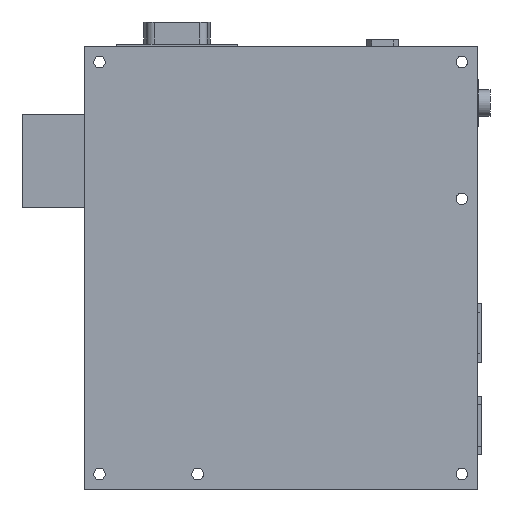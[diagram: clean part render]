
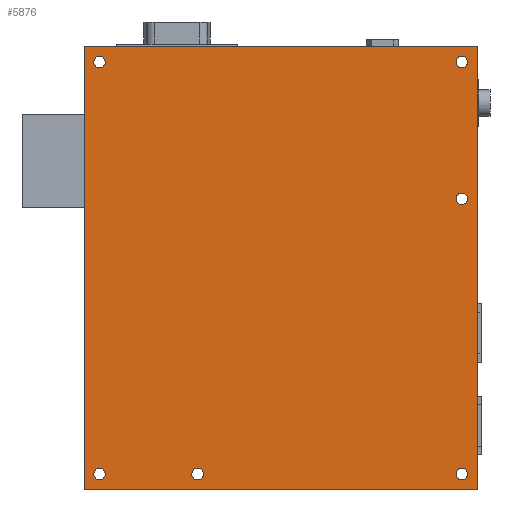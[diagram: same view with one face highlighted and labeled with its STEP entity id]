
A CAD part, front view. The second image highlights one B-rep face of the part: STEP entity #5876.
In plain terms, the highlighted planar face has unit normal (0, -1, 0).
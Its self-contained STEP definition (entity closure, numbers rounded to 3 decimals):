
#1=CARTESIAN_POINT('',(-46.75,0.,-53.15));
#2=DIRECTION('',(0.,-1.,0.));
#3=DIRECTION('',(1.,0.,0.));
#4=AXIS2_PLACEMENT_3D('',#1,#2,#3);
#6=CARTESIAN_POINT('',(-46.75,0.,-53.15));
#7=DIRECTION('',(0.,-1.,0.));
#8=DIRECTION('',(-1.,0.,0.));
#9=AXIS2_PLACEMENT_3D('',#6,#7,#8);
#11=CARTESIAN_POINT('',(46.75,0.,-53.15));
#12=DIRECTION('',(0.,-1.,0.));
#13=DIRECTION('',(1.,0.,0.));
#14=AXIS2_PLACEMENT_3D('',#11,#12,#13);
#16=CARTESIAN_POINT('',(46.75,0.,-53.15));
#17=DIRECTION('',(0.,-1.,0.));
#18=DIRECTION('',(-1.,0.,0.));
#19=AXIS2_PLACEMENT_3D('',#16,#17,#18);
#21=CARTESIAN_POINT('',(46.75,0.,17.85));
#22=DIRECTION('',(0.,-1.,0.));
#23=DIRECTION('',(1.,0.,0.));
#24=AXIS2_PLACEMENT_3D('',#21,#22,#23);
#26=CARTESIAN_POINT('',(46.75,0.,17.85));
#27=DIRECTION('',(0.,-1.,0.));
#28=DIRECTION('',(-1.,0.,0.));
#29=AXIS2_PLACEMENT_3D('',#26,#27,#28);
#31=CARTESIAN_POINT('',(46.75,0.,53.15));
#32=DIRECTION('',(0.,-1.,0.));
#33=DIRECTION('',(1.,0.,0.));
#34=AXIS2_PLACEMENT_3D('',#31,#32,#33);
#36=CARTESIAN_POINT('',(46.75,0.,53.15));
#37=DIRECTION('',(0.,-1.,0.));
#38=DIRECTION('',(-1.,0.,0.));
#39=AXIS2_PLACEMENT_3D('',#36,#37,#38);
#41=CARTESIAN_POINT('',(-46.75,0.,53.15));
#42=DIRECTION('',(0.,-1.,0.));
#43=DIRECTION('',(1.,0.,0.));
#44=AXIS2_PLACEMENT_3D('',#41,#42,#43);
#46=CARTESIAN_POINT('',(-46.75,0.,53.15));
#47=DIRECTION('',(0.,-1.,0.));
#48=DIRECTION('',(-1.,0.,0.));
#49=AXIS2_PLACEMENT_3D('',#46,#47,#48);
#51=CARTESIAN_POINT('',(-21.45,0.,-53.15));
#52=DIRECTION('',(0.,-1.,0.));
#53=DIRECTION('',(1.,0.,0.));
#54=AXIS2_PLACEMENT_3D('',#51,#52,#53);
#56=CARTESIAN_POINT('',(-21.45,0.,-53.15));
#57=DIRECTION('',(0.,-1.,0.));
#58=DIRECTION('',(-1.,0.,0.));
#59=AXIS2_PLACEMENT_3D('',#56,#57,#58);
#61=DIRECTION('',(1.,0.,0.));
#62=VECTOR('',#61,101.5);
#63=CARTESIAN_POINT('',(-50.75,0.,57.15));
#64=LINE('',#63,#62);
#65=DIRECTION('',(0.,0.,-1.));
#66=VECTOR('',#65,114.3);
#67=CARTESIAN_POINT('',(50.75,0.,57.15));
#68=LINE('',#67,#66);
#69=DIRECTION('',(-1.,0.,0.));
#70=VECTOR('',#69,101.5);
#71=CARTESIAN_POINT('',(50.75,0.,-57.15));
#72=LINE('',#71,#70);
#73=DIRECTION('',(0.,0.,1.));
#74=VECTOR('',#73,114.3);
#75=CARTESIAN_POINT('',(-50.75,0.,-57.15));
#76=LINE('',#75,#74);
#4389=CARTESIAN_POINT('',(-45.25,0.,-53.15));
#4390=CARTESIAN_POINT('',(-48.25,0.,-53.15));
#4391=VERTEX_POINT('',#4389);
#4392=VERTEX_POINT('',#4390);
#4393=CARTESIAN_POINT('',(48.25,0.,-53.15));
#4394=CARTESIAN_POINT('',(45.25,0.,-53.15));
#4395=VERTEX_POINT('',#4393);
#4396=VERTEX_POINT('',#4394);
#4397=CARTESIAN_POINT('',(48.25,0.,17.85));
#4398=CARTESIAN_POINT('',(45.25,0.,17.85));
#4399=VERTEX_POINT('',#4397);
#4400=VERTEX_POINT('',#4398);
#4401=CARTESIAN_POINT('',(48.25,0.,53.15));
#4402=CARTESIAN_POINT('',(45.25,0.,53.15));
#4403=VERTEX_POINT('',#4401);
#4404=VERTEX_POINT('',#4402);
#4405=CARTESIAN_POINT('',(-45.25,0.,53.15));
#4406=CARTESIAN_POINT('',(-48.25,0.,53.15));
#4407=VERTEX_POINT('',#4405);
#4408=VERTEX_POINT('',#4406);
#4409=CARTESIAN_POINT('',(-50.75,0.,57.15));
#4410=CARTESIAN_POINT('',(50.75,0.,57.15));
#4411=VERTEX_POINT('',#4409);
#4412=VERTEX_POINT('',#4410);
#4413=CARTESIAN_POINT('',(50.75,0.,-57.15));
#4414=VERTEX_POINT('',#4413);
#4415=CARTESIAN_POINT('',(-50.75,0.,-57.15));
#4416=VERTEX_POINT('',#4415);
#4889=CARTESIAN_POINT('',(-19.95,0.,-53.15));
#4890=CARTESIAN_POINT('',(-22.95,0.,-53.15));
#4891=VERTEX_POINT('',#4889);
#4892=VERTEX_POINT('',#4890);
#5825=CARTESIAN_POINT('',(0.,0.,0.));
#5826=DIRECTION('',(0.,1.,0.));
#5827=DIRECTION('',(1.,0.,0.));
#5828=AXIS2_PLACEMENT_3D('',#5825,#5826,#5827);
#5829=PLANE('',#5828);
#5831=ORIENTED_EDGE('',*,*,#5830,.T.);
#5833=ORIENTED_EDGE('',*,*,#5832,.T.);
#5835=ORIENTED_EDGE('',*,*,#5834,.T.);
#5837=ORIENTED_EDGE('',*,*,#5836,.T.);
#5838=EDGE_LOOP('',(#5831,#5833,#5835,#5837));
#5839=FACE_OUTER_BOUND('',#5838,.F.);
#5841=ORIENTED_EDGE('',*,*,#5840,.T.);
#5843=ORIENTED_EDGE('',*,*,#5842,.T.);
#5844=EDGE_LOOP('',(#5841,#5843));
#5845=FACE_BOUND('',#5844,.F.);
#5847=ORIENTED_EDGE('',*,*,#5846,.T.);
#5849=ORIENTED_EDGE('',*,*,#5848,.T.);
#5850=EDGE_LOOP('',(#5847,#5849));
#5851=FACE_BOUND('',#5850,.F.);
#5853=ORIENTED_EDGE('',*,*,#5852,.T.);
#5855=ORIENTED_EDGE('',*,*,#5854,.T.);
#5856=EDGE_LOOP('',(#5853,#5855));
#5857=FACE_BOUND('',#5856,.F.);
#5859=ORIENTED_EDGE('',*,*,#5858,.T.);
#5861=ORIENTED_EDGE('',*,*,#5860,.T.);
#5862=EDGE_LOOP('',(#5859,#5861));
#5863=FACE_BOUND('',#5862,.F.);
#5865=ORIENTED_EDGE('',*,*,#5864,.T.);
#5867=ORIENTED_EDGE('',*,*,#5866,.T.);
#5868=EDGE_LOOP('',(#5865,#5867));
#5869=FACE_BOUND('',#5868,.F.);
#5871=ORIENTED_EDGE('',*,*,#5870,.T.);
#5873=ORIENTED_EDGE('',*,*,#5872,.T.);
#5874=EDGE_LOOP('',(#5871,#5873));
#5875=FACE_BOUND('',#5874,.F.);
#5=CIRCLE('',#4,1.5);
#10=CIRCLE('',#9,1.5);
#15=CIRCLE('',#14,1.5);
#20=CIRCLE('',#19,1.5);
#25=CIRCLE('',#24,1.5);
#30=CIRCLE('',#29,1.5);
#35=CIRCLE('',#34,1.5);
#40=CIRCLE('',#39,1.5);
#45=CIRCLE('',#44,1.5);
#50=CIRCLE('',#49,1.5);
#55=CIRCLE('',#54,1.5);
#60=CIRCLE('',#59,1.5);
#5830=EDGE_CURVE('',#4411,#4412,#64,.T.);
#5832=EDGE_CURVE('',#4412,#4414,#68,.T.);
#5834=EDGE_CURVE('',#4414,#4416,#72,.T.);
#5836=EDGE_CURVE('',#4416,#4411,#76,.T.);
#5840=EDGE_CURVE('',#4395,#4396,#15,.T.);
#5842=EDGE_CURVE('',#4396,#4395,#20,.T.);
#5846=EDGE_CURVE('',#4399,#4400,#25,.T.);
#5848=EDGE_CURVE('',#4400,#4399,#30,.T.);
#5852=EDGE_CURVE('',#4403,#4404,#35,.T.);
#5854=EDGE_CURVE('',#4404,#4403,#40,.T.);
#5858=EDGE_CURVE('',#4407,#4408,#45,.T.);
#5860=EDGE_CURVE('',#4408,#4407,#50,.T.);
#5864=EDGE_CURVE('',#4891,#4892,#55,.T.);
#5866=EDGE_CURVE('',#4892,#4891,#60,.T.);
#5870=EDGE_CURVE('',#4391,#4392,#5,.T.);
#5872=EDGE_CURVE('',#4392,#4391,#10,.T.);
#5876=ADVANCED_FACE('',(#5839,#5845,#5851,#5857,#5863,#5869,#5875),#5829,.F.);
